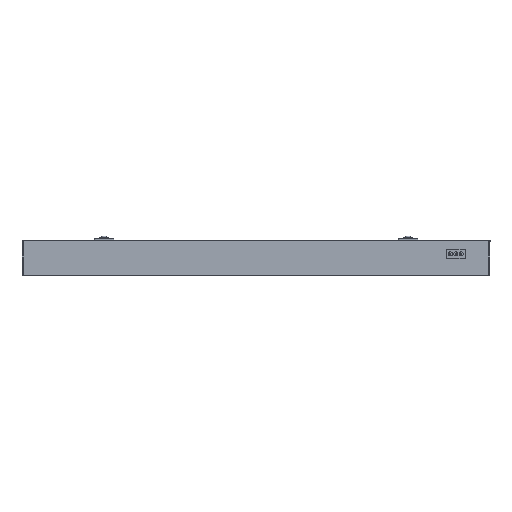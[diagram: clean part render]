
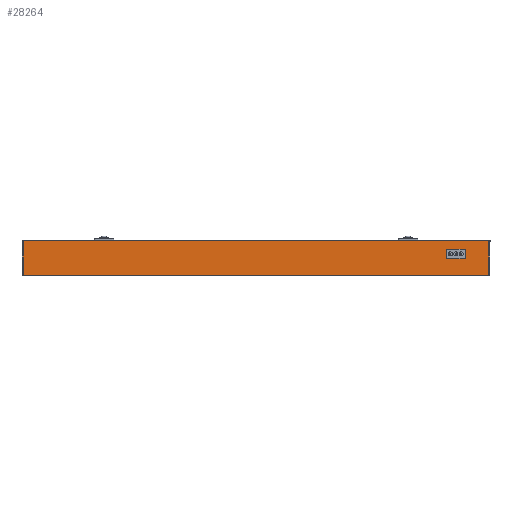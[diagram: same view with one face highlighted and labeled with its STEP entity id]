
A CAD part, left-side view. The second image highlights one B-rep face of the part: STEP entity #28264.
In plain terms, the highlighted face is planar.
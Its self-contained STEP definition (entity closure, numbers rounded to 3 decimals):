
#1378=FACE_BOUND('',#4528,.T.);
#2814=FACE_OUTER_BOUND('',#4527,.T.);
#4527=EDGE_LOOP('',(#24950,#24951,#24952,#24953));
#4528=EDGE_LOOP('',(#24954,#24955,#24956,#24957,#24958,#24959,#24960,#24961));
#5429=CIRCLE('',#30816,0.5);
#5430=CIRCLE('',#30817,0.5);
#5431=CIRCLE('',#30818,0.5);
#5432=CIRCLE('',#30819,0.5);
#7329=LINE('',#44727,#10052);
#8065=LINE('',#65544,#10788);
#8156=LINE('',#66192,#10879);
#8157=LINE('',#66194,#10880);
#8158=LINE('',#66199,#10881);
#8159=LINE('',#66203,#10882);
#8160=LINE('',#66207,#10883);
#8161=LINE('',#66210,#10884);
#10052=VECTOR('',#35854,63.);
#10788=VECTOR('',#37712,63.);
#10879=VECTOR('',#38053,851.);
#10880=VECTOR('',#38056,851.);
#10881=VECTOR('',#38059,10.);
#10882=VECTOR('',#38062,10.);
#10883=VECTOR('',#38065,10.);
#10884=VECTOR('',#38068,10.);
#12547=VERTEX_POINT('',#44724);
#12548=VERTEX_POINT('',#44726);
#13279=VERTEX_POINT('',#65541);
#13280=VERTEX_POINT('',#65543);
#13377=VERTEX_POINT('',#66195);
#13378=VERTEX_POINT('',#66196);
#13379=VERTEX_POINT('',#66198);
#13380=VERTEX_POINT('',#66200);
#13381=VERTEX_POINT('',#66202);
#13382=VERTEX_POINT('',#66204);
#13383=VERTEX_POINT('',#66206);
#13384=VERTEX_POINT('',#66208);
#16010=EDGE_CURVE('',#12547,#12548,#7329,.T.);
#17104=EDGE_CURVE('',#13280,#13279,#8065,.T.);
#17278=EDGE_CURVE('',#13279,#12548,#8156,.T.);
#17279=EDGE_CURVE('',#13280,#12547,#8157,.T.);
#17280=EDGE_CURVE('',#13377,#13378,#5429,.T.);
#17281=EDGE_CURVE('',#13378,#13379,#8158,.T.);
#17282=EDGE_CURVE('',#13379,#13380,#5430,.T.);
#17283=EDGE_CURVE('',#13380,#13381,#8159,.T.);
#17284=EDGE_CURVE('',#13381,#13382,#5431,.T.);
#17285=EDGE_CURVE('',#13382,#13383,#8160,.T.);
#17286=EDGE_CURVE('',#13383,#13384,#5432,.T.);
#17287=EDGE_CURVE('',#13384,#13377,#8161,.T.);
#24950=ORIENTED_EDGE('',*,*,#16010,.F.);
#24951=ORIENTED_EDGE('',*,*,#17279,.F.);
#24952=ORIENTED_EDGE('',*,*,#17104,.T.);
#24953=ORIENTED_EDGE('',*,*,#17278,.T.);
#24954=ORIENTED_EDGE('',*,*,#17280,.T.);
#24955=ORIENTED_EDGE('',*,*,#17281,.T.);
#24956=ORIENTED_EDGE('',*,*,#17282,.T.);
#24957=ORIENTED_EDGE('',*,*,#17283,.T.);
#24958=ORIENTED_EDGE('',*,*,#17284,.T.);
#24959=ORIENTED_EDGE('',*,*,#17285,.T.);
#24960=ORIENTED_EDGE('',*,*,#17286,.T.);
#24961=ORIENTED_EDGE('',*,*,#17287,.T.);
#26785=PLANE('',#30815);
#28264=ADVANCED_FACE('',(#2814,#1378),#26785,.T.);
#30815=AXIS2_PLACEMENT_3D('',#66193,#38054,#38055);
#30816=AXIS2_PLACEMENT_3D('',#66197,#38057,#38058);
#30817=AXIS2_PLACEMENT_3D('',#66201,#38060,#38061);
#30818=AXIS2_PLACEMENT_3D('',#66205,#38063,#38064);
#30819=AXIS2_PLACEMENT_3D('',#66209,#38066,#38067);
#35854=DIRECTION('',(0.707,-0.683,0.183));
#37712=DIRECTION('',(0.707,-0.683,0.183));
#38053=DIRECTION('',(0.,0.259,0.966));
#38054=DIRECTION('center_axis',(-0.707,-0.683,0.183));
#38055=DIRECTION('ref_axis',(0.707,-0.683,0.183));
#38056=DIRECTION('',(0.,0.259,0.966));
#38057=DIRECTION('center_axis',(0.707,0.683,-0.183));
#38058=DIRECTION('ref_axis',(0.062,-0.317,-0.946));
#38059=DIRECTION('',(0.,0.259,0.966));
#38060=DIRECTION('center_axis',(0.707,0.683,-0.183));
#38061=DIRECTION('ref_axis',(-0.704,0.658,-0.267));
#38062=DIRECTION('',(0.707,-0.683,0.183));
#38063=DIRECTION('center_axis',(0.707,0.683,-0.183));
#38064=DIRECTION('ref_axis',(-0.062,0.317,0.946));
#38065=DIRECTION('',(0.,-0.259,-0.966));
#38066=DIRECTION('center_axis',(0.707,0.683,-0.183));
#38067=DIRECTION('ref_axis',(0.704,-0.658,0.267));
#38068=DIRECTION('',(-0.707,0.683,-0.183));
#44724=CARTESIAN_POINT('',(38.43,110.614,701.999));
#44726=CARTESIAN_POINT('',(82.977,67.584,713.529));
#44727=CARTESIAN_POINT('',(38.43,110.614,701.999));
#65541=CARTESIAN_POINT('',(82.977,-152.671,-108.474));
#65543=CARTESIAN_POINT('',(38.43,-109.641,-120.004));
#65544=CARTESIAN_POINT('',(38.43,-109.641,-120.004));
#66192=CARTESIAN_POINT('',(82.977,-152.671,-108.474));
#66193=CARTESIAN_POINT('Origin',(32.412,-106.031,-129.782));
#66194=CARTESIAN_POINT('',(38.43,-109.641,-120.004));
#66195=CARTESIAN_POINT('',(60.173,-119.708,-73.566));
#66196=CARTESIAN_POINT('',(59.82,-119.237,-73.175));
#66197=CARTESIAN_POINT('Origin',(60.173,-119.579,-73.083));
#66198=CARTESIAN_POINT('',(59.82,-110.308,-39.85));
#66199=CARTESIAN_POINT('',(59.82,-121.183,-80.436));
#66200=CARTESIAN_POINT('',(60.173,-110.52,-39.276));
#66201=CARTESIAN_POINT('Origin',(60.173,-110.65,-39.759));
#66202=CARTESIAN_POINT('',(71.84,-121.79,-36.256));
#66203=CARTESIAN_POINT('',(46.001,-96.831,-42.944));
#66204=CARTESIAN_POINT('',(72.194,-122.261,-36.647));
#66205=CARTESIAN_POINT('Origin',(71.84,-121.919,-36.739));
#66206=CARTESIAN_POINT('',(72.194,-131.19,-69.972));
#66207=CARTESIAN_POINT('',(72.194,-133.136,-77.233));
#66208=CARTESIAN_POINT('',(71.84,-130.978,-70.546));
#66209=CARTESIAN_POINT('Origin',(71.84,-130.849,-70.063));
#66210=CARTESIAN_POINT('',(46.001,-106.019,-77.234));
